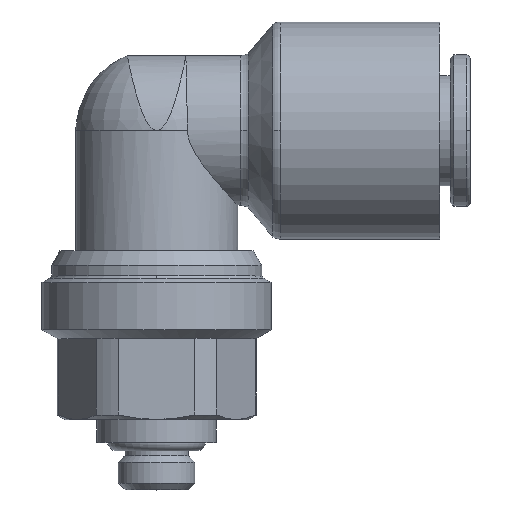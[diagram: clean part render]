
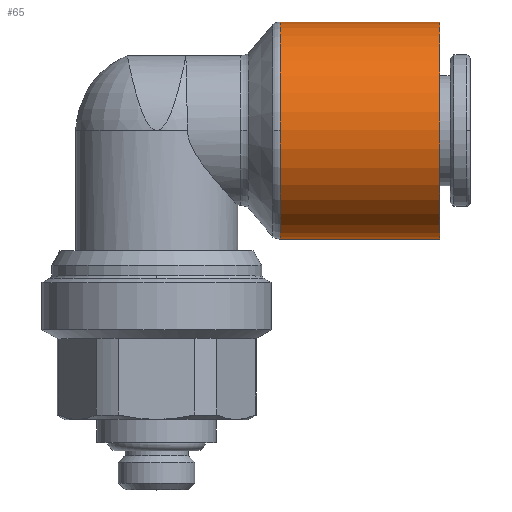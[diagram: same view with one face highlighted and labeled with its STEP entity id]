
A CAD part, top view. The second image highlights one B-rep face of the part: STEP entity #65.
In plain terms, the highlighted cylindrical face has radius 7.1 mm (diameter 14.2 mm), a partial arc.
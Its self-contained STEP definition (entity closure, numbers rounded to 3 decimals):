
#65=ADVANCED_FACE('',(#175),#176,.T.);
#175=FACE_OUTER_BOUND('',#362,.T.);
#176=CYLINDRICAL_SURFACE('',#363,7.1);
#362=EDGE_LOOP('',(#653,#654,#655,#656,#657));
#363=AXIS2_PLACEMENT_3D('',#658,#659,#660);
#653=ORIENTED_EDGE('',*,*,#1277,.F.);
#654=ORIENTED_EDGE('',*,*,#1278,.T.);
#655=ORIENTED_EDGE('',*,*,#1279,.T.);
#656=ORIENTED_EDGE('',*,*,#1280,.F.);
#657=ORIENTED_EDGE('',*,*,#1281,.F.);
#658=CARTESIAN_POINT('',(13.296,23.501,0.0));
#659=DIRECTION('',(1.0,0.0,0.0));
#660=DIRECTION('',(0.0,1.0,0.0));
#1277=EDGE_CURVE('',#1548,#1549,#1550,.T.);
#1278=EDGE_CURVE('',#1548,#1551,#1552,.T.);
#1279=EDGE_CURVE('',#1551,#1553,#1554,.T.);
#1280=EDGE_CURVE('',#1555,#1553,#1556,.T.);
#1281=EDGE_CURVE('',#1549,#1555,#1557,.T.);
#1548=VERTEX_POINT('',#2142);
#1549=VERTEX_POINT('',#2143);
#1550=LINE('',#2144,#2145);
#1551=VERTEX_POINT('',#2146);
#1552=CIRCLE('',#2147,7.1);
#1553=VERTEX_POINT('',#2148);
#1554=CIRCLE('',#2149,7.1);
#1555=VERTEX_POINT('',#2150);
#1556=LINE('',#2151,#2152);
#1557=CIRCLE('',#2153,7.1);
#2142=CARTESIAN_POINT('',(8.093,30.601,0.0));
#2143=CARTESIAN_POINT('',(18.5,30.601,0.0));
#2144=CARTESIAN_POINT('',(13.296,30.601,0.));
#2145=VECTOR('',#2889,1.0);
#2146=CARTESIAN_POINT('',(8.093,23.501,7.1));
#2147=AXIS2_PLACEMENT_3D('',#2890,#2891,#2892);
#2148=CARTESIAN_POINT('',(8.093,16.401,0.));
#2149=AXIS2_PLACEMENT_3D('',#2893,#2894,#2895);
#2150=CARTESIAN_POINT('',(18.5,16.401,0.));
#2151=CARTESIAN_POINT('',(13.296,16.401,0.));
#2152=VECTOR('',#2896,1.0);
#2153=AXIS2_PLACEMENT_3D('',#2897,#2898,#2899);
#2889=DIRECTION('',(1.0,0.0,0.0));
#2890=CARTESIAN_POINT('',(8.093,23.501,0.0));
#2891=DIRECTION('',(1.0,0.0,0.0));
#2892=DIRECTION('',(0.0,1.0,0.0));
#2893=CARTESIAN_POINT('',(8.093,23.501,0.0));
#2894=DIRECTION('',(1.0,0.0,0.0));
#2895=DIRECTION('',(0.0,1.0,0.0));
#2896=DIRECTION('',(-1.0,-0.0,-0.0));
#2897=CARTESIAN_POINT('',(18.5,23.501,0.0));
#2898=DIRECTION('',(1.0,0.0,0.0));
#2899=DIRECTION('',(0.0,1.0,0.0));
